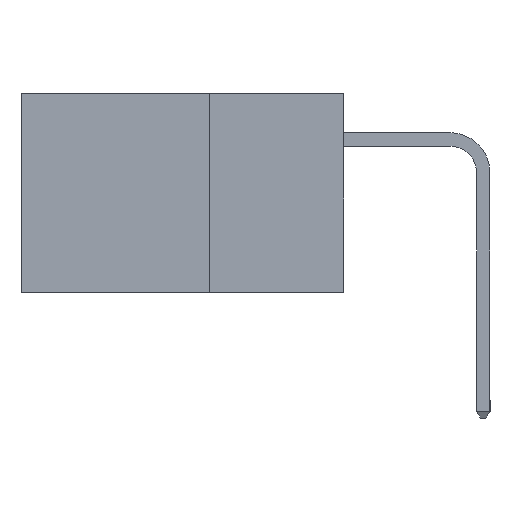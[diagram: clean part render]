
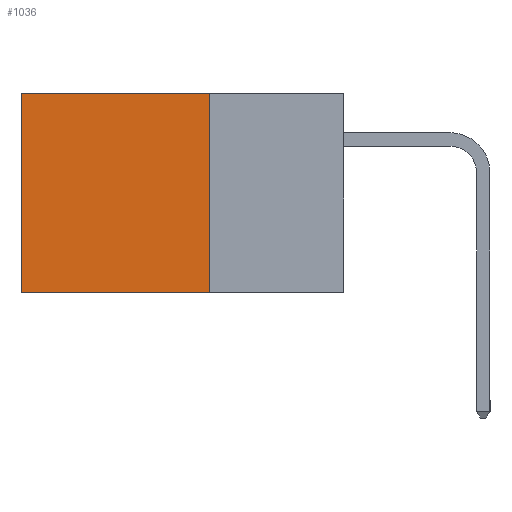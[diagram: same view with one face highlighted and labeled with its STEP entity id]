
A CAD part, left-side view. The second image highlights one B-rep face of the part: STEP entity #1036.
In plain terms, the highlighted planar face has unit normal (-1, 0, 0).
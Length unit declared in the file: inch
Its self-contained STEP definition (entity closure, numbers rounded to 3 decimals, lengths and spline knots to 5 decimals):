
#702 = VERTEX_POINT ( 'NONE', #9644 ) ;
#762 = EDGE_LOOP ( 'NONE', ( #3042, #3082, #3163, #3175 ) ) ;
#902 = DIRECTION ( 'NONE',  ( 0., 0., -1. ) ) ;
#1036 = ADVANCED_FACE ( 'NONE', ( #8126 ), #5560, .F. ) ;
#1041 = CARTESIAN_POINT ( 'NONE',  ( 0.2615, 0.25, 0. ) ) ;
#1203 = LINE ( 'NONE', #2824, #8935 ) ;
#1991 = CARTESIAN_POINT ( 'NONE',  ( 0.2615, 0.25, 0. ) ) ;
#2005 = DIRECTION ( 'NONE',  ( 0., 1., 0. ) ) ;
#2309 = DIRECTION ( 'NONE',  ( 0., 1., 0. ) ) ;
#2315 = VECTOR ( 'NONE', #902, 39.37008 ) ;
#2473 = CARTESIAN_POINT ( 'NONE',  ( 0.2615, 0.25, -0.37 ) ) ;
#2824 = CARTESIAN_POINT ( 'NONE',  ( 0.2615, 0.25, -0.37 ) ) ;
#3042 = ORIENTED_EDGE ( 'NONE', *, *, #7609, .T. ) ;
#3082 = ORIENTED_EDGE ( 'NONE', *, *, #4549, .F. ) ;
#3118 = VERTEX_POINT ( 'NONE', #1041 ) ;
#3163 = ORIENTED_EDGE ( 'NONE', *, *, #6064, .F. ) ;
#3175 = ORIENTED_EDGE ( 'NONE', *, *, #7180, .T. ) ;
#3252 = VECTOR ( 'NONE', #3614, 39.37008 ) ;
#3614 = DIRECTION ( 'NONE',  ( 0., 0., -1. ) ) ;
#4131 = DIRECTION ( 'NONE',  ( 0., 0., -1. ) ) ;
#4290 = LINE ( 'NONE', #1991, #8183 ) ;
#4498 = DIRECTION ( 'NONE',  ( 1., 0., 0. ) ) ;
#4549 = EDGE_CURVE ( 'NONE', #6243, #702, #1203, .T. ) ;
#4934 = CARTESIAN_POINT ( 'NONE',  ( 0.2615, 0.25, -0.37 ) ) ;
#4966 = VERTEX_POINT ( 'NONE', #7892 ) ;
#5242 = LINE ( 'NONE', #5270, #3252 ) ;
#5270 = CARTESIAN_POINT ( 'NONE',  ( 0.2615, 0.25, -0.37 ) ) ;
#5560 = PLANE ( 'NONE',  #8485 ) ;
#6064 = EDGE_CURVE ( 'NONE', #3118, #6243, #5242, .T. ) ;
#6243 = VERTEX_POINT ( 'NONE', #2473 ) ;
#6244 = LINE ( 'NONE', #9828, #2315 ) ;
#7180 = EDGE_CURVE ( 'NONE', #3118, #4966, #4290, .T. ) ;
#7609 = EDGE_CURVE ( 'NONE', #4966, #702, #6244, .T. ) ;
#7892 = CARTESIAN_POINT ( 'NONE',  ( 0.2615, 0.6, 0. ) ) ;
#8126 = FACE_OUTER_BOUND ( 'NONE', #762, .T. ) ;
#8183 = VECTOR ( 'NONE', #2005, 39.37008 ) ;
#8485 = AXIS2_PLACEMENT_3D ( 'NONE', #4934, #4498, #4131 ) ;
#8935 = VECTOR ( 'NONE', #2309, 39.37008 ) ;
#9644 = CARTESIAN_POINT ( 'NONE',  ( 0.2615, 0.6, -0.37 ) ) ;
#9828 = CARTESIAN_POINT ( 'NONE',  ( 0.2615, 0.6, -0.37 ) ) ;
